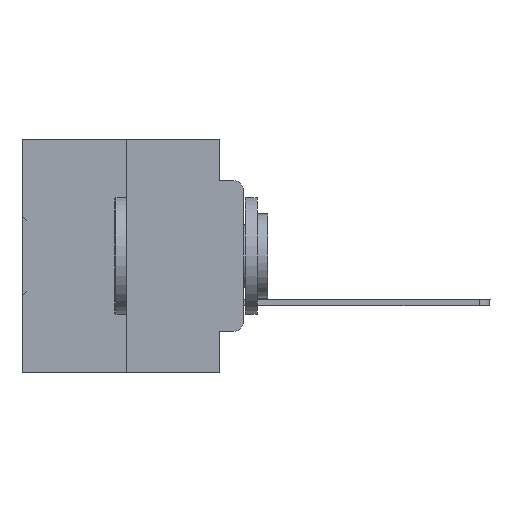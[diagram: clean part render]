
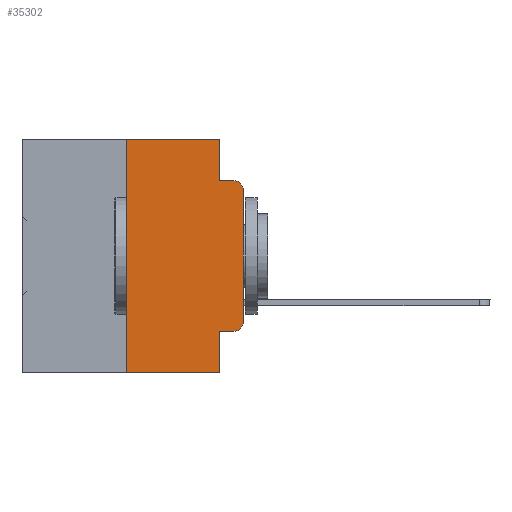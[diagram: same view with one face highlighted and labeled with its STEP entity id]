
A CAD part, left-side view. The second image highlights one B-rep face of the part: STEP entity #35302.
In plain terms, the highlighted planar face has unit normal (-1, 0, 0).
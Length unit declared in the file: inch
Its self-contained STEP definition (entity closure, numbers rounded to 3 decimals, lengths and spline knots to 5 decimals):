
#168 = EDGE_CURVE ( 'NONE', #12463, #17749, #3026, .T. ) ;
#947 = CARTESIAN_POINT ( 'NONE',  ( 0., 0.473, 0. ) ) ;
#1399 = DIRECTION ( 'NONE',  ( 0., 0., -1. ) ) ;
#3026 = LINE ( 'NONE', #14816, #11748 ) ;
#4135 = DIRECTION ( 'NONE',  ( 0., 0., 1. ) ) ;
#4694 = ORIENTED_EDGE ( 'NONE', *, *, #11881, .T. ) ;
#4923 = DIRECTION ( 'NONE',  ( 0., -1., 0. ) ) ;
#4992 = CARTESIAN_POINT ( 'NONE',  ( 0., 0.051, 0. ) ) ;
#5120 = CARTESIAN_POINT ( 'NONE',  ( 0., 0., -0.1085 ) ) ;
#6009 = AXIS2_PLACEMENT_3D ( 'NONE', #17976, #18470, #1399 ) ;
#6756 = EDGE_CURVE ( 'NONE', #17749, #16594, #26668, .T. ) ;
#6948 = DIRECTION ( 'NONE',  ( 0., 0., -1. ) ) ;
#7033 = LINE ( 'NONE', #34600, #13214 ) ;
#7459 = CARTESIAN_POINT ( 'NONE',  ( 0., 0., -0.3915 ) ) ;
#8125 = VERTEX_POINT ( 'NONE', #31090 ) ;
#8135 = DIRECTION ( 'NONE',  ( 0., -1., 0. ) ) ;
#8501 = LINE ( 'NONE', #20342, #34829 ) ;
#8700 = CARTESIAN_POINT ( 'NONE',  ( 0., 0.02, -0.4115 ) ) ;
#8804 = CARTESIAN_POINT ( 'NONE',  ( 0., 0.051, 0. ) ) ;
#8882 = DIRECTION ( 'NONE',  ( 0., 0., -1. ) ) ;
#8977 = VECTOR ( 'NONE', #34047, 39.37008 ) ;
#9051 = DIRECTION ( 'NONE',  ( 0., 0., 1. ) ) ;
#9069 = ORIENTED_EDGE ( 'NONE', *, *, #24861, .T. ) ;
#9224 = FACE_OUTER_BOUND ( 'NONE', #35720, .T. ) ;
#10081 = VECTOR ( 'NONE', #8135, 39.37008 ) ;
#10656 = ORIENTED_EDGE ( 'NONE', *, *, #11022, .T. ) ;
#11001 = EDGE_CURVE ( 'NONE', #8125, #29127, #34177, .T. ) ;
#11022 = EDGE_CURVE ( 'NONE', #27256, #29127, #11789, .T. ) ;
#11748 = VECTOR ( 'NONE', #4135, 39.37008 ) ;
#11767 = ORIENTED_EDGE ( 'NONE', *, *, #13623, .T. ) ;
#11789 = CIRCLE ( 'NONE', #12755, 0.02 ) ;
#11881 = EDGE_CURVE ( 'NONE', #33217, #27256, #15265, .T. ) ;
#12463 = VERTEX_POINT ( 'NONE', #33327 ) ;
#12755 = AXIS2_PLACEMENT_3D ( 'NONE', #17355, #31835, #8882 ) ;
#13214 = VECTOR ( 'NONE', #23457, 39.37008 ) ;
#13231 = LINE ( 'NONE', #30447, #33799 ) ;
#13623 = EDGE_CURVE ( 'NONE', #16739, #24983, #8501, .T. ) ;
#14322 = VECTOR ( 'NONE', #21190, 39.37008 ) ;
#14816 = CARTESIAN_POINT ( 'NONE',  ( 0., 0.25, 0. ) ) ;
#14942 = DIRECTION ( 'NONE',  ( 0., -1., 0. ) ) ;
#15265 = LINE ( 'NONE', #34054, #21447 ) ;
#16594 = VERTEX_POINT ( 'NONE', #4992 ) ;
#16739 = VERTEX_POINT ( 'NONE', #25346 ) ;
#17355 = CARTESIAN_POINT ( 'NONE',  ( 0., 0.02, -0.1085 ) ) ;
#17749 = VERTEX_POINT ( 'NONE', #24071 ) ;
#17976 = CARTESIAN_POINT ( 'NONE',  ( 0., 0.02, -0.3915 ) ) ;
#18402 = CARTESIAN_POINT ( 'NONE',  ( 0., 0.051, -0.0885 ) ) ;
#18470 = DIRECTION ( 'NONE',  ( -1., 0., 0. ) ) ;
#18842 = EDGE_CURVE ( 'NONE', #16594, #8125, #7033, .T. ) ;
#20342 = CARTESIAN_POINT ( 'NONE',  ( 0., 0.051, -0.4115 ) ) ;
#21067 = DIRECTION ( 'NONE',  ( 1., 0., 0. ) ) ;
#21190 = DIRECTION ( 'NONE',  ( 0., -1., 0. ) ) ;
#21447 = VECTOR ( 'NONE', #9051, 39.37008 ) ;
#21713 = ORIENTED_EDGE ( 'NONE', *, *, #11001, .F. ) ;
#22881 = CIRCLE ( 'NONE', #6009, 0.02 ) ;
#23222 = VERTEX_POINT ( 'NONE', #25794 ) ;
#23290 = ORIENTED_EDGE ( 'NONE', *, *, #32951, .F. ) ;
#23420 = EDGE_CURVE ( 'NONE', #24983, #33217, #22881, .T. ) ;
#23457 = DIRECTION ( 'NONE',  ( 0., 0., -1. ) ) ;
#24071 = CARTESIAN_POINT ( 'NONE',  ( 0., 0.25, 0. ) ) ;
#24861 = EDGE_CURVE ( 'NONE', #12463, #23222, #13231, .T. ) ;
#24950 = AXIS2_PLACEMENT_3D ( 'NONE', #947, #21067, #6948 ) ;
#24983 = VERTEX_POINT ( 'NONE', #8700 ) ;
#25346 = CARTESIAN_POINT ( 'NONE',  ( 0., 0.051, -0.4115 ) ) ;
#25794 = CARTESIAN_POINT ( 'NONE',  ( 0., 0.051, -0.5 ) ) ;
#26047 = LINE ( 'NONE', #8804, #8977 ) ;
#26668 = LINE ( 'NONE', #26722, #14322 ) ;
#26722 = CARTESIAN_POINT ( 'NONE',  ( 0., 0.473, 0. ) ) ;
#27256 = VERTEX_POINT ( 'NONE', #5120 ) ;
#28282 = ORIENTED_EDGE ( 'NONE', *, *, #23420, .T. ) ;
#28817 = CARTESIAN_POINT ( 'NONE',  ( 0., 0.02, -0.0885 ) ) ;
#29127 = VERTEX_POINT ( 'NONE', #28817 ) ;
#30374 = ORIENTED_EDGE ( 'NONE', *, *, #168, .F. ) ;
#30411 = ORIENTED_EDGE ( 'NONE', *, *, #18842, .F. ) ;
#30447 = CARTESIAN_POINT ( 'NONE',  ( 0., 0.473, -0.5 ) ) ;
#31090 = CARTESIAN_POINT ( 'NONE',  ( 0., 0.051, -0.0885 ) ) ;
#31835 = DIRECTION ( 'NONE',  ( -1., 0., 0. ) ) ;
#32951 = EDGE_CURVE ( 'NONE', #16739, #23222, #26047, .T. ) ;
#33217 = VERTEX_POINT ( 'NONE', #7459 ) ;
#33327 = CARTESIAN_POINT ( 'NONE',  ( 0., 0.25, -0.5 ) ) ;
#33799 = VECTOR ( 'NONE', #4923, 39.37008 ) ;
#34047 = DIRECTION ( 'NONE',  ( 0., 0., -1. ) ) ;
#34054 = CARTESIAN_POINT ( 'NONE',  ( 0., 0., 0. ) ) ;
#34076 = ORIENTED_EDGE ( 'NONE', *, *, #6756, .F. ) ;
#34177 = LINE ( 'NONE', #18402, #10081 ) ;
#34530 = PLANE ( 'NONE',  #24950 ) ;
#34600 = CARTESIAN_POINT ( 'NONE',  ( 0., 0.051, 0. ) ) ;
#34829 = VECTOR ( 'NONE', #14942, 39.37008 ) ;
#35302 = ADVANCED_FACE ( 'NONE', ( #9224 ), #34530, .F. ) ;
#35720 = EDGE_LOOP ( 'NONE', ( #4694, #10656, #21713, #30411, #34076, #30374, #9069, #23290, #11767, #28282 ) ) ;
